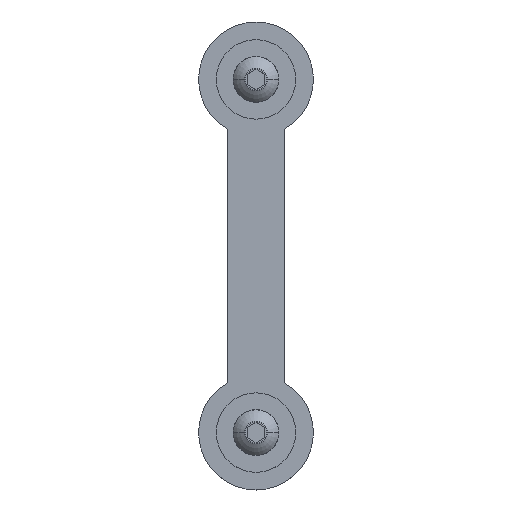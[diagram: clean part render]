
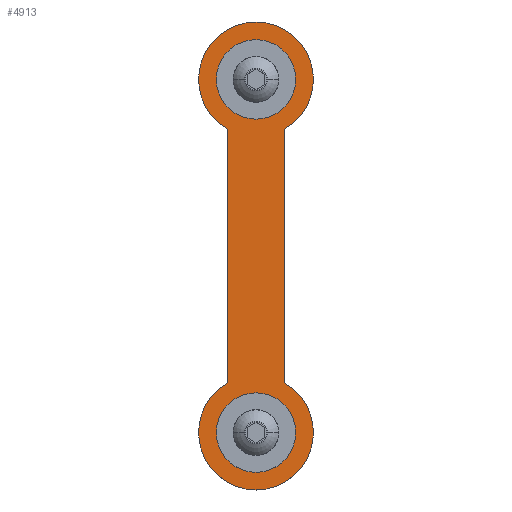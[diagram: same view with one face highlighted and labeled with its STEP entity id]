
A CAD part, top view. The second image highlights one B-rep face of the part: STEP entity #4913.
In plain terms, the highlighted planar face has unit normal (0, 0, 1).
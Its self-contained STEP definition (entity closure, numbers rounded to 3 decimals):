
#28 = DIRECTION ( 'NONE',  ( -1., 0., 0. ) ) ;
#77 = DIRECTION ( 'NONE',  ( 0., 0., -1. ) ) ;
#83 = CARTESIAN_POINT ( 'NONE',  ( 22.043, 57.433, -24.769 ) ) ;
#111 = VERTEX_POINT ( 'NONE', #1442 ) ;
#150 = DIRECTION ( 'NONE',  ( 0., -1., 0. ) ) ;
#151 = VERTEX_POINT ( 'NONE', #1226 ) ;
#416 = CIRCLE ( 'NONE', #5044, 13. ) ;
#609 = VERTEX_POINT ( 'NONE', #4867 ) ;
#660 = DIRECTION ( 'NONE',  ( -1., 0., 0. ) ) ;
#661 = DIRECTION ( 'NONE',  ( 0., 0., -1. ) ) ;
#690 = EDGE_CURVE ( 'NONE', #2158, #2329, #2516, .T. ) ;
#715 = EDGE_CURVE ( 'NONE', #1206, #2522, #4011, .T. ) ;
#738 = EDGE_CURVE ( 'NONE', #2522, #798, #5240, .T. ) ;
#756 = EDGE_CURVE ( 'NONE', #4221, #1176, #416, .T. ) ;
#782 = EDGE_CURVE ( 'NONE', #111, #4221, #1827, .T. ) ;
#798 = VERTEX_POINT ( 'NONE', #835 ) ;
#803 = EDGE_CURVE ( 'NONE', #3533, #151, #1692, .T. ) ;
#825 = EDGE_CURVE ( 'NONE', #2329, #2158, #5599, .T. ) ;
#835 = CARTESIAN_POINT ( 'NONE',  ( 9.043, -22.567, -24.769 ) ) ;
#836 = EDGE_CURVE ( 'NONE', #111, #609, #4349, .T. ) ;
#838 = EDGE_CURVE ( 'NONE', #798, #609, #5220, .T. ) ;
#850 = EDGE_CURVE ( 'NONE', #1206, #5083, #1780, .T. ) ;
#859 = EDGE_CURVE ( 'NONE', #1176, #5083, #2932, .T. ) ;
#870 = EDGE_CURVE ( 'NONE', #151, #3533, #2088, .T. ) ;
#956 = DIRECTION ( 'NONE',  ( 0., 0., -1. ) ) ;
#958 = CARTESIAN_POINT ( 'NONE',  ( 35.043, -22.567, -24.769 ) ) ;
#1176 = VERTEX_POINT ( 'NONE', #3148 ) ;
#1206 = VERTEX_POINT ( 'NONE', #3073 ) ;
#1226 = CARTESIAN_POINT ( 'NONE',  ( 18.793, -22.567, -24.769 ) ) ;
#1378 = ORIENTED_EDGE ( 'NONE', *, *, #838, .F. ) ;
#1442 = CARTESIAN_POINT ( 'NONE',  ( 15.543, 46.175, -24.769 ) ) ;
#1649 = CARTESIAN_POINT ( 'NONE',  ( 18.793, 57.433, -24.769 ) ) ;
#1692 = CIRCLE ( 'NONE', #5881, 3.25 ) ;
#1780 = LINE ( 'NONE', #2418, #2104 ) ;
#1827 = CIRCLE ( 'NONE', #5995, 13. ) ;
#1933 = EDGE_LOOP ( 'NONE', ( #3389, #3612 ) ) ;
#1945 = DIRECTION ( 'NONE',  ( 0., 0., -1. ) ) ;
#1951 = CARTESIAN_POINT ( 'NONE',  ( 28.543, 46.175, -24.769 ) ) ;
#1998 = CARTESIAN_POINT ( 'NONE',  ( 22.043, -22.567, -24.769 ) ) ;
#2088 = CIRCLE ( 'NONE', #2160, 3.25 ) ;
#2104 = VECTOR ( 'NONE', #5428, 1000. ) ;
#2158 = VERTEX_POINT ( 'NONE', #3674 ) ;
#2160 = AXIS2_PLACEMENT_3D ( 'NONE', #4370, #4363, #4361 ) ;
#2189 = ORIENTED_EDGE ( 'NONE', *, *, #850, .T. ) ;
#2228 = VECTOR ( 'NONE', #150, 1000. ) ;
#2329 = VERTEX_POINT ( 'NONE', #1649 ) ;
#2418 = CARTESIAN_POINT ( 'NONE',  ( 28.543, 46.175, -24.769 ) ) ;
#2516 = CIRCLE ( 'NONE', #2926, 3.25 ) ;
#2522 = VERTEX_POINT ( 'NONE', #958 ) ;
#2531 = AXIS2_PLACEMENT_3D ( 'NONE', #5639, #1945, #660 ) ;
#2797 = FACE_BOUND ( 'NONE', #4101, .T. ) ;
#2807 = FACE_OUTER_BOUND ( 'NONE', #4547, .T. ) ;
#2926 = AXIS2_PLACEMENT_3D ( 'NONE', #5714, #5998, #5991 ) ;
#2932 = CIRCLE ( 'NONE', #3083, 13. ) ;
#3043 = CARTESIAN_POINT ( 'NONE',  ( 25.293, -22.567, -24.769 ) ) ;
#3073 = CARTESIAN_POINT ( 'NONE',  ( 28.543, -11.309, -24.769 ) ) ;
#3083 = AXIS2_PLACEMENT_3D ( 'NONE', #4415, #4405, #4399 ) ;
#3148 = CARTESIAN_POINT ( 'NONE',  ( 35.043, 57.433, -24.769 ) ) ;
#3389 = ORIENTED_EDGE ( 'NONE', *, *, #825, .T. ) ;
#3467 = ORIENTED_EDGE ( 'NONE', *, *, #756, .F. ) ;
#3500 = ORIENTED_EDGE ( 'NONE', *, *, #803, .T. ) ;
#3533 = VERTEX_POINT ( 'NONE', #3043 ) ;
#3612 = ORIENTED_EDGE ( 'NONE', *, *, #690, .T. ) ;
#3674 = CARTESIAN_POINT ( 'NONE',  ( 25.293, 57.433, -24.769 ) ) ;
#3679 = CARTESIAN_POINT ( 'NONE',  ( 9.043, 57.433, -24.769 ) ) ;
#4011 = CIRCLE ( 'NONE', #2531, 13. ) ;
#4056 = AXIS2_PLACEMENT_3D ( 'NONE', #5954, #5866, #5889 ) ;
#4101 = EDGE_LOOP ( 'NONE', ( #4459, #3500 ) ) ;
#4132 = ORIENTED_EDGE ( 'NONE', *, *, #738, .F. ) ;
#4221 = VERTEX_POINT ( 'NONE', #3679 ) ;
#4344 = AXIS2_PLACEMENT_3D ( 'NONE', #4514, #4499, #4498 ) ;
#4349 = LINE ( 'NONE', #5413, #2228 ) ;
#4361 = DIRECTION ( 'NONE',  ( -1., 0., 0. ) ) ;
#4363 = DIRECTION ( 'NONE',  ( 0., 0., -1. ) ) ;
#4370 = CARTESIAN_POINT ( 'NONE',  ( 22.043, -22.567, -24.769 ) ) ;
#4399 = DIRECTION ( 'NONE',  ( -1., 0., 0. ) ) ;
#4405 = DIRECTION ( 'NONE',  ( 0., 0., -1. ) ) ;
#4415 = CARTESIAN_POINT ( 'NONE',  ( 22.043, 57.433, -24.769 ) ) ;
#4459 = ORIENTED_EDGE ( 'NONE', *, *, #870, .T. ) ;
#4498 = DIRECTION ( 'NONE',  ( -1., 0., 0. ) ) ;
#4499 = DIRECTION ( 'NONE',  ( 0., 0., -1. ) ) ;
#4514 = CARTESIAN_POINT ( 'NONE',  ( 22.043, -22.567, -24.769 ) ) ;
#4547 = EDGE_LOOP ( 'NONE', ( #4587, #5737, #1378, #4132, #4967, #2189, #5431, #3467 ) ) ;
#4570 = DIRECTION ( 'NONE',  ( 1., 0., 0. ) ) ;
#4587 = ORIENTED_EDGE ( 'NONE', *, *, #782, .F. ) ;
#4603 = CARTESIAN_POINT ( 'NONE',  ( 22.043, 57.433, -24.769 ) ) ;
#4867 = CARTESIAN_POINT ( 'NONE',  ( 15.543, -11.309, -24.769 ) ) ;
#4913 = ADVANCED_FACE ( 'NONE', ( #5267, #2807, #2797 ), #5717, .T. ) ;
#4915 = CARTESIAN_POINT ( 'NONE',  ( 22.043, 57.433, -24.769 ) ) ;
#4967 = ORIENTED_EDGE ( 'NONE', *, *, #715, .F. ) ;
#5044 = AXIS2_PLACEMENT_3D ( 'NONE', #5298, #5292, #5290 ) ;
#5082 = DIRECTION ( 'NONE',  ( -1., 0., 0. ) ) ;
#5083 = VERTEX_POINT ( 'NONE', #1951 ) ;
#5220 = CIRCLE ( 'NONE', #4344, 13. ) ;
#5240 = CIRCLE ( 'NONE', #4056, 13. ) ;
#5267 = FACE_BOUND ( 'NONE', #1933, .T. ) ;
#5290 = DIRECTION ( 'NONE',  ( -1., 0., 0. ) ) ;
#5292 = DIRECTION ( 'NONE',  ( 0., 0., -1. ) ) ;
#5298 = CARTESIAN_POINT ( 'NONE',  ( 22.043, 57.433, -24.769 ) ) ;
#5338 = DIRECTION ( 'NONE',  ( 0., 0., 1. ) ) ;
#5381 = DIRECTION ( 'NONE',  ( -1., 0., 0. ) ) ;
#5413 = CARTESIAN_POINT ( 'NONE',  ( 15.543, 46.175, -24.769 ) ) ;
#5428 = DIRECTION ( 'NONE',  ( 0., 1., 0. ) ) ;
#5431 = ORIENTED_EDGE ( 'NONE', *, *, #859, .F. ) ;
#5574 = AXIS2_PLACEMENT_3D ( 'NONE', #4603, #5338, #4570 ) ;
#5599 = CIRCLE ( 'NONE', #5764, 3.25 ) ;
#5639 = CARTESIAN_POINT ( 'NONE',  ( 22.043, -22.567, -24.769 ) ) ;
#5714 = CARTESIAN_POINT ( 'NONE',  ( 22.043, 57.433, -24.769 ) ) ;
#5717 = PLANE ( 'NONE',  #5574 ) ;
#5737 = ORIENTED_EDGE ( 'NONE', *, *, #836, .T. ) ;
#5764 = AXIS2_PLACEMENT_3D ( 'NONE', #83, #77, #28 ) ;
#5866 = DIRECTION ( 'NONE',  ( 0., 0., -1. ) ) ;
#5881 = AXIS2_PLACEMENT_3D ( 'NONE', #1998, #661, #5381 ) ;
#5889 = DIRECTION ( 'NONE',  ( -1., 0., 0. ) ) ;
#5954 = CARTESIAN_POINT ( 'NONE',  ( 22.043, -22.567, -24.769 ) ) ;
#5991 = DIRECTION ( 'NONE',  ( -1., 0., 0. ) ) ;
#5995 = AXIS2_PLACEMENT_3D ( 'NONE', #4915, #956, #5082 ) ;
#5998 = DIRECTION ( 'NONE',  ( 0., 0., -1. ) ) ;
